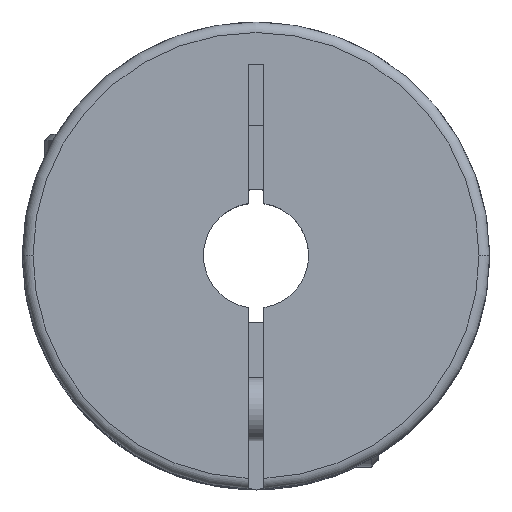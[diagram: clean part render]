
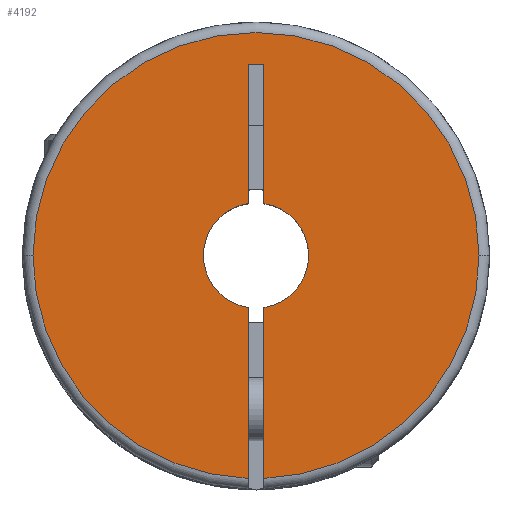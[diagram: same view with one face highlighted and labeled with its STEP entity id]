
A CAD part, top view. The second image highlights one B-rep face of the part: STEP entity #4192.
In plain terms, the highlighted planar face has unit normal (0, 0, 1).
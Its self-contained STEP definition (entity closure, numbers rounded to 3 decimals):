
#11 = CARTESIAN_POINT ( 'NONE',  ( 0.375, -2.472, 0. ) ) ;
#117 = CARTESIAN_POINT ( 'NONE',  ( -0.375, 9.1, 0. ) ) ;
#149 = DIRECTION ( 'NONE',  ( -1., 0., 0. ) ) ;
#234 = VERTEX_POINT ( 'NONE', #11 ) ;
#258 = CARTESIAN_POINT ( 'NONE',  ( -0.375, -10.593, 0. ) ) ;
#407 = VERTEX_POINT ( 'NONE', #738 ) ;
#434 = ORIENTED_EDGE ( 'NONE', *, *, #1137, .F. ) ;
#435 = LINE ( 'NONE', #3423, #1512 ) ;
#500 = ORIENTED_EDGE ( 'NONE', *, *, #2453, .F. ) ;
#521 = PLANE ( 'NONE',  #2330 ) ;
#529 = CARTESIAN_POINT ( 'NONE',  ( 0., 0., 0. ) ) ;
#566 = VECTOR ( 'NONE', #620, 1000. ) ;
#567 = VERTEX_POINT ( 'NONE', #3010 ) ;
#620 = DIRECTION ( 'NONE',  ( 0., 1., 0. ) ) ;
#621 = ORIENTED_EDGE ( 'NONE', *, *, #3912, .F. ) ;
#647 = AXIS2_PLACEMENT_3D ( 'NONE', #1265, #954, #3312 ) ;
#664 = ORIENTED_EDGE ( 'NONE', *, *, #2797, .T. ) ;
#668 = CARTESIAN_POINT ( 'NONE',  ( -0.375, 9.1, 0. ) ) ;
#738 = CARTESIAN_POINT ( 'NONE',  ( -0.375, 2.472, 0. ) ) ;
#749 = DIRECTION ( 'NONE',  ( 0., 0., -1. ) ) ;
#812 = DIRECTION ( 'NONE',  ( 0., 0., -1. ) ) ;
#827 = EDGE_CURVE ( 'NONE', #2286, #407, #3094, .T. ) ;
#896 = ORIENTED_EDGE ( 'NONE', *, *, #827, .T. ) ;
#954 = DIRECTION ( 'NONE',  ( 0., 0., -1. ) ) ;
#982 = VERTEX_POINT ( 'NONE', #258 ) ;
#985 = LINE ( 'NONE', #668, #3904 ) ;
#1022 = EDGE_CURVE ( 'NONE', #982, #2226, #2593, .T. ) ;
#1026 = ORIENTED_EDGE ( 'NONE', *, *, #2380, .F. ) ;
#1053 = CARTESIAN_POINT ( 'NONE',  ( -0.375, 9.1, 0. ) ) ;
#1087 = ORIENTED_EDGE ( 'NONE', *, *, #1442, .F. ) ;
#1098 = CARTESIAN_POINT ( 'NONE',  ( -2.5, 0., 0. ) ) ;
#1137 = EDGE_CURVE ( 'NONE', #2470, #234, #435, .T. ) ;
#1265 = CARTESIAN_POINT ( 'NONE',  ( 0., 0., 0. ) ) ;
#1278 = DIRECTION ( 'NONE',  ( 0., -1., 0. ) ) ;
#1280 = ORIENTED_EDGE ( 'NONE', *, *, #2798, .F. ) ;
#1297 = EDGE_CURVE ( 'NONE', #3488, #2286, #2157, .T. ) ;
#1363 = CIRCLE ( 'NONE', #3868, 2.5 ) ;
#1371 = CARTESIAN_POINT ( 'NONE',  ( 0.375, -10.593, 0. ) ) ;
#1409 = DIRECTION ( 'NONE',  ( 0., 1., 0. ) ) ;
#1412 = EDGE_LOOP ( 'NONE', ( #2499, #1087, #1541, #896, #1026, #621, #1280, #664, #434, #500, #3371 ) ) ;
#1442 = EDGE_CURVE ( 'NONE', #3488, #982, #2112, .T. ) ;
#1512 = VECTOR ( 'NONE', #1409, 1000. ) ;
#1541 = ORIENTED_EDGE ( 'NONE', *, *, #1297, .T. ) ;
#1563 = DIRECTION ( 'NONE',  ( 0., 0., -1. ) ) ;
#1578 = DIRECTION ( 'NONE',  ( 0., 0., -1. ) ) ;
#1587 = CIRCLE ( 'NONE', #3588, 10.6 ) ;
#1842 = CARTESIAN_POINT ( 'NONE',  ( 0., 0., 0. ) ) ;
#1864 = DIRECTION ( 'NONE',  ( 0., -1., 0. ) ) ;
#1867 = EDGE_CURVE ( 'NONE', #2226, #567, #1587, .T. ) ;
#1988 = CARTESIAN_POINT ( 'NONE',  ( 0.375, -11.1, 0. ) ) ;
#1997 = CARTESIAN_POINT ( 'NONE',  ( 0., 0., 0. ) ) ;
#2011 = VECTOR ( 'NONE', #2475, 1000. ) ;
#2112 = LINE ( 'NONE', #1053, #2011 ) ;
#2157 = CIRCLE ( 'NONE', #2447, 2.5 ) ;
#2191 = DIRECTION ( 'NONE',  ( -1., 0., 0. ) ) ;
#2192 = CARTESIAN_POINT ( 'NONE',  ( 0., 0., 0. ) ) ;
#2226 = VERTEX_POINT ( 'NONE', #2388 ) ;
#2233 = VERTEX_POINT ( 'NONE', #3756 ) ;
#2278 = CARTESIAN_POINT ( 'NONE',  ( -0.375, -2.472, 0. ) ) ;
#2286 = VERTEX_POINT ( 'NONE', #1098 ) ;
#2330 = AXIS2_PLACEMENT_3D ( 'NONE', #1842, #1578, #1864 ) ;
#2332 = LINE ( 'NONE', #1988, #566 ) ;
#2377 = AXIS2_PLACEMENT_3D ( 'NONE', #529, #1563, #149 ) ;
#2380 = EDGE_CURVE ( 'NONE', #4230, #407, #985, .T. ) ;
#2388 = CARTESIAN_POINT ( 'NONE',  ( -10.6, 0., 0. ) ) ;
#2447 = AXIS2_PLACEMENT_3D ( 'NONE', #3890, #812, #2191 ) ;
#2448 = LINE ( 'NONE', #4082, #2903 ) ;
#2453 = EDGE_CURVE ( 'NONE', #567, #2470, #2523, .T. ) ;
#2470 = VERTEX_POINT ( 'NONE', #1371 ) ;
#2475 = DIRECTION ( 'NONE',  ( 0., -1., 0. ) ) ;
#2499 = ORIENTED_EDGE ( 'NONE', *, *, #1022, .F. ) ;
#2523 = CIRCLE ( 'NONE', #4091, 10.6 ) ;
#2576 = FACE_OUTER_BOUND ( 'NONE', #1412, .T. ) ;
#2593 = CIRCLE ( 'NONE', #647, 10.6 ) ;
#2752 = DIRECTION ( 'NONE',  ( 0., 0., -1. ) ) ;
#2797 = EDGE_CURVE ( 'NONE', #2233, #234, #1363, .T. ) ;
#2798 = EDGE_CURVE ( 'NONE', #2233, #3666, #2332, .T. ) ;
#2903 = VECTOR ( 'NONE', #3816, 1000. ) ;
#3010 = CARTESIAN_POINT ( 'NONE',  ( 10.6, 0., 0. ) ) ;
#3031 = DIRECTION ( 'NONE',  ( 0., 0., -1. ) ) ;
#3094 = CIRCLE ( 'NONE', #2377, 2.5 ) ;
#3312 = DIRECTION ( 'NONE',  ( -1., 0., 0. ) ) ;
#3371 = ORIENTED_EDGE ( 'NONE', *, *, #1867, .F. ) ;
#3423 = CARTESIAN_POINT ( 'NONE',  ( 0.375, -11.1, 0. ) ) ;
#3488 = VERTEX_POINT ( 'NONE', #2278 ) ;
#3588 = AXIS2_PLACEMENT_3D ( 'NONE', #2192, #749, #4217 ) ;
#3666 = VERTEX_POINT ( 'NONE', #4327 ) ;
#3696 = CARTESIAN_POINT ( 'NONE',  ( 0., 0., 0. ) ) ;
#3756 = CARTESIAN_POINT ( 'NONE',  ( 0.375, 2.472, 0. ) ) ;
#3816 = DIRECTION ( 'NONE',  ( -1., 0., 0. ) ) ;
#3868 = AXIS2_PLACEMENT_3D ( 'NONE', #3696, #3031, #4057 ) ;
#3890 = CARTESIAN_POINT ( 'NONE',  ( 0., 0., 0. ) ) ;
#3904 = VECTOR ( 'NONE', #1278, 1000. ) ;
#3912 = EDGE_CURVE ( 'NONE', #3666, #4230, #2448, .T. ) ;
#4057 = DIRECTION ( 'NONE',  ( -1., 0., 0. ) ) ;
#4082 = CARTESIAN_POINT ( 'NONE',  ( 0.375, 9.1, 0. ) ) ;
#4091 = AXIS2_PLACEMENT_3D ( 'NONE', #1997, #2752, #4420 ) ;
#4192 = ADVANCED_FACE ( 'NONE', ( #2576 ), #521, .F. ) ;
#4217 = DIRECTION ( 'NONE',  ( -1., 0., 0. ) ) ;
#4230 = VERTEX_POINT ( 'NONE', #117 ) ;
#4327 = CARTESIAN_POINT ( 'NONE',  ( 0.375, 9.1, 0. ) ) ;
#4420 = DIRECTION ( 'NONE',  ( -1., 0., 0. ) ) ;
